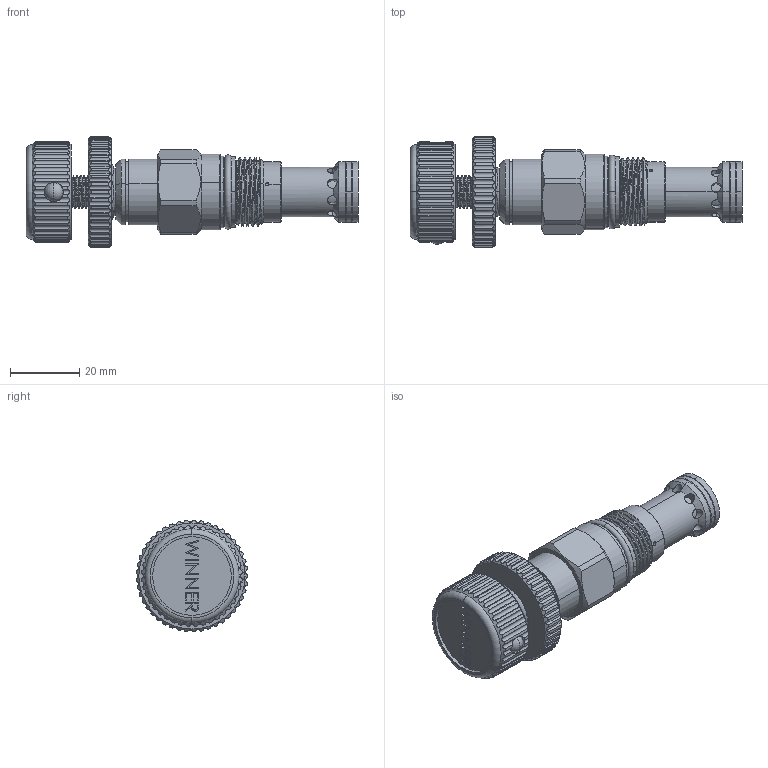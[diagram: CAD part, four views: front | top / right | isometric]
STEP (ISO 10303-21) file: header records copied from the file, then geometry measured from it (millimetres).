
FILE_DESCRIPTION (( 'STEP AP203' ), '1' );
FILE_NAME ('RP10A2G-K.STEP', '2020-03-24T01:13:24', ( '' ), ( '' ), 'SwSTEP 2.0', 'SolidWorks 2018', '' );
FILE_SCHEMA (( 'CONFIG_CONTROL_DESIGN' ));
Length unit declared in the file: millimetre
Products named in the file (1): RP10A2G-K
Bounding box: 95.72 x 32.18 x 32.2 mm (x, y, z)
Volume: 32725.2 mm3; surface area: 15907.5 mm2
Topology: 12 solids, 12 shells, 1359 faces, 3783 edges, 2425 vertices
Faces by surface type: cylinder 870, plane 218, cone 125, torus 76, bspline 60, sphere 10
Entity records: 101438 total; most frequent: CARTESIAN_POINT 69026, ORIENTED_EDGE 7502, DIRECTION 5460, EDGE_CURVE 3751, VERTEX_POINT 2419, AXIS2_PLACEMENT_3D 2079, EDGE_LOOP 1776, B_SPLINE_CURVE_WITH_KNOTS 1488
